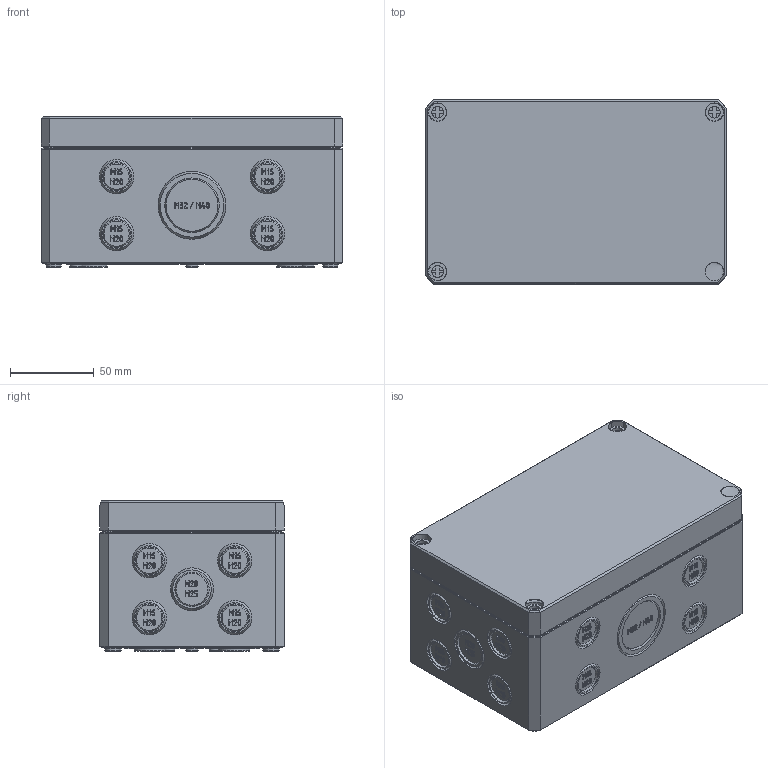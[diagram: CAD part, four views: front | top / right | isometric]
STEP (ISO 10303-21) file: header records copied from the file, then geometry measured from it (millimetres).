
FILE_DESCRIPTION(/* description */ (''),/* implementation_level */ '2;1');
FILE_NAME(/* name */ '0904108190 MBI 181109 MK.stp',/* time_stamp */ '2021-03-04T12:11:36+01:00',/* author */ ('alexander.rose'),/* organization */ (''),/* preprocessor_version */ 'ST-DEVELOPER v17.2',/* originating_system */ 'Autodesk Inventor 2019',/* authorisation */ '');
FILE_SCHEMA (('AUTOMOTIVE_DESIGN { 1 0 10303 214 3 1 1 }'));
Products named in the file (5): 0904108190 MBI 181109 MK; -UT_181172 - M - Index01; Dichtung_1811xx; -OT_181118 K; Schraube _ M10 x 34 _ MBI - Index01
Assembly tree (7 placements, depth 2):
  0904108190 MBI 181109 MK
    -UT_181172 - M - Index01
    Dichtung_1811xx
    -OT_181118 K
    Schraube _ M10 x 34 _ MBI - Index01  x4
Bounding box: 180 x 110 x 89.8 mm (x, y, z)
Volume: 294982.5 mm3; surface area: 209355.1 mm2
Topology: 7 solids, 7 shells, 4635 faces, 12295 edges, 8018 vertices
Faces by surface type: bspline 1912, plane 1769, cylinder 378, torus 300, cone 260, sphere 16
Full cylindrical faces by diameter (mm): 4.5 x4, 5 x4, 5.8 x8, 6 x2, 7 x4, 8.376 x4, 10.5 x4
Entity records: 145929 total; most frequent: CARTESIAN_POINT 46431, ORIENTED_EDGE 23676, DIRECTION 15028, EDGE_CURVE 11838, VERTEX_POINT 7721, LINE 6128, VECTOR 6128, EDGE_LOOP 4843
